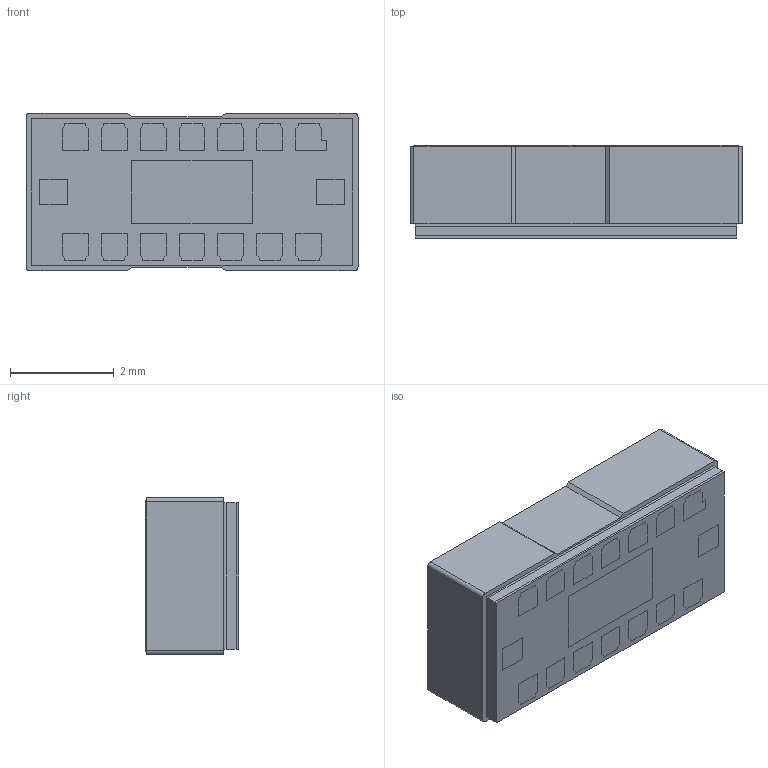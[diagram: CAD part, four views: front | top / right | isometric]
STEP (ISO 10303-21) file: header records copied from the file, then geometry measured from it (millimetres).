
FILE_DESCRIPTION (( 'STEP AP214' ), '1' );
FILE_NAME ('VL53L8CHxxx.STEP', '2024-06-14T21:28:51', ( '' ), ( '' ), 'SwSTEP 2.0', 'SolidWorks 2021', '' );
FILE_SCHEMA (( 'AUTOMOTIVE_DESIGN' ));
Length unit declared in the file: millimetre
Products named in the file (1): VL53L8CHxxx
Bounding box: 6.4 x 1.8 x 3.03 mm (x, y, z)
Volume: 31.4 mm3; surface area: 140.1 mm2
Topology: 19 solids, 19 shells, 429 faces, 1072 edges, 704 vertices
Faces by surface type: plane 387, cylinder 30, torus 8, cone 4
Entity records: 12816 total; most frequent: CARTESIAN_POINT 2206, ORIENTED_EDGE 2144, DIRECTION 2016, EDGE_CURVE 1072, LINE 988, VECTOR 988, VERTEX_POINT 704, AXIS2_PLACEMENT_3D 514
